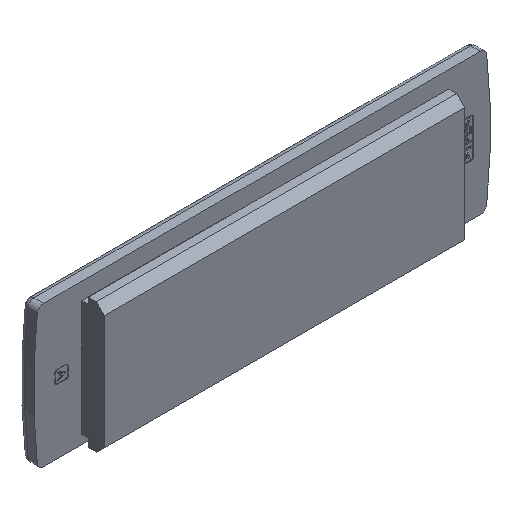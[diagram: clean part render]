
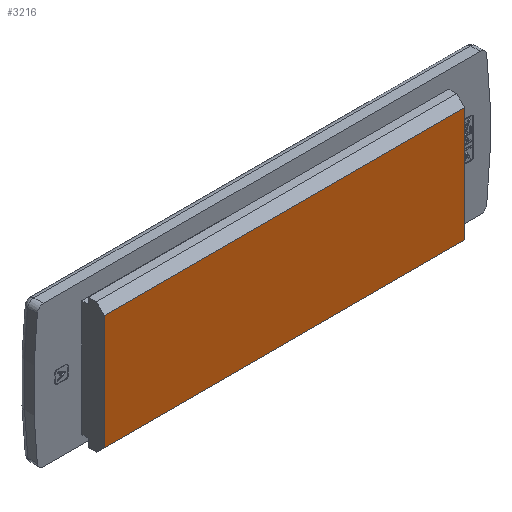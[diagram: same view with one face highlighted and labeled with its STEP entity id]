
A CAD part, isometric view. The second image highlights one B-rep face of the part: STEP entity #3216.
In plain terms, the highlighted planar face has unit normal (0, -1, 0).
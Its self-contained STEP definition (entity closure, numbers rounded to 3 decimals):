
#737=FACE_OUTER_BOUND('',#5303,.T.);
#3216=ADVANCED_FACE('KES_ECO_T1',(#737),#4232,.F.);
#4232=PLANE('',#21675);
#5303=EDGE_LOOP('',(#7319,#7320,#7321,#7322));
#7319=ORIENTED_EDGE('',*,*,#15253,.F.);
#7320=ORIENTED_EDGE('',*,*,#15254,.T.);
#7321=ORIENTED_EDGE('',*,*,#15255,.T.);
#7322=ORIENTED_EDGE('',*,*,#15256,.T.);
#13017=VERTEX_POINT('',#39963);
#13018=VERTEX_POINT('',#39964);
#13019=VERTEX_POINT('',#39966);
#13020=VERTEX_POINT('',#39968);
#15253=EDGE_CURVE('',#13017,#13018,#17974,.T.);
#15254=EDGE_CURVE('',#13017,#13019,#17975,.T.);
#15255=EDGE_CURVE('',#13019,#13020,#17976,.T.);
#15256=EDGE_CURVE('',#13020,#13018,#17977,.T.);
#17974=LINE('',#39962,#19812);
#17975=LINE('',#39965,#19813);
#17976=LINE('',#39967,#19814);
#17977=LINE('',#39969,#19815);
#19812=VECTOR('',#22536,1.);
#19813=VECTOR('',#22537,1.);
#19814=VECTOR('',#22538,1.);
#19815=VECTOR('',#22539,1.);
#21675=AXIS2_PLACEMENT_3D('',#39970,#22540,#22541);
#22536=DIRECTION('',(0.,0.,1.));
#22537=DIRECTION('',(1.,0.,0.));
#22538=DIRECTION('',(0.,0.,1.));
#22539=DIRECTION('',(-1.,0.,0.));
#22540=DIRECTION('',(0.,1.,0.));
#22541=DIRECTION('',(0.,0.,-1.));
#39962=CARTESIAN_POINT('',(-56.,0.,-21.987));
#39963=CARTESIAN_POINT('',(-56.,0.,-19.354));
#39964=CARTESIAN_POINT('',(-56.,0.,16.25));
#39965=CARTESIAN_POINT('',(56.,0.,-19.354));
#39966=CARTESIAN_POINT('',(56.,0.,-19.354));
#39967=CARTESIAN_POINT('',(56.,0.,-21.987));
#39968=CARTESIAN_POINT('',(56.,0.,16.25));
#39969=CARTESIAN_POINT('',(-56.,0.,16.25));
#39970=CARTESIAN_POINT('',(-55.75,0.,-17.75));
